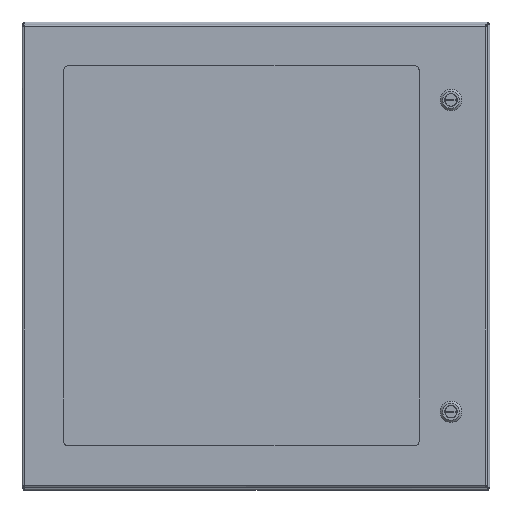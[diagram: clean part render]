
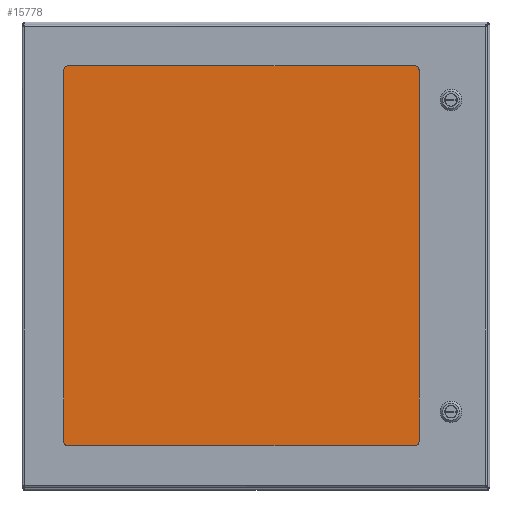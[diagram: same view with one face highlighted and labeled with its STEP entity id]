
A CAD part, top view. The second image highlights one B-rep face of the part: STEP entity #15778.
In plain terms, the highlighted planar face has unit normal (0, 0, 1).
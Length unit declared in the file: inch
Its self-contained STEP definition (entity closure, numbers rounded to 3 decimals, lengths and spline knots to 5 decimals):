
#946=PLANE('',#17024);
#2054=LINE('',#31800,#3206);
#2058=LINE('',#31808,#3210);
#2061=LINE('',#31814,#3213);
#2064=LINE('',#31819,#3216);
#3206=VECTOR('',#20051,20.5);
#3210=VECTOR('',#20057,19.25);
#3213=VECTOR('',#20062,20.5);
#3216=VECTOR('',#20067,19.25);
#4595=FACE_OUTER_BOUND('',#5767,.T.);
#5767=EDGE_LOOP('',(#12688,#12689,#12690,#12691));
#7570=VERTEX_POINT('',#31798);
#7571=VERTEX_POINT('',#31799);
#7574=VERTEX_POINT('',#31807);
#7576=VERTEX_POINT('',#31813);
#9366=EDGE_CURVE('',#7570,#7571,#2054,.T.);
#9370=EDGE_CURVE('',#7571,#7574,#2058,.T.);
#9373=EDGE_CURVE('',#7574,#7576,#2061,.T.);
#9376=EDGE_CURVE('',#7576,#7570,#2064,.T.);
#12688=ORIENTED_EDGE('',*,*,#9366,.F.);
#12689=ORIENTED_EDGE('',*,*,#9376,.F.);
#12690=ORIENTED_EDGE('',*,*,#9373,.F.);
#12691=ORIENTED_EDGE('',*,*,#9370,.F.);
#15778=ADVANCED_FACE('',(#4595),#946,.T.);
#17024=AXIS2_PLACEMENT_3D('',#31822,#20071,#20072);
#20051=DIRECTION('',(0.,1.,0.));
#20057=DIRECTION('',(1.,0.,0.));
#20062=DIRECTION('',(0.,-1.,0.));
#20067=DIRECTION('',(-1.,0.,0.));
#20071=DIRECTION('center_axis',(0.,0.,1.));
#20072=DIRECTION('ref_axis',(1.,0.,0.));
#31798=CARTESIAN_POINT('',(0.,0.,0.25));
#31799=CARTESIAN_POINT('',(0.,20.5,0.25));
#31800=CARTESIAN_POINT('',(0.,20.5,0.25));
#31807=CARTESIAN_POINT('',(19.25,20.5,0.25));
#31808=CARTESIAN_POINT('',(19.25,20.5,0.25));
#31813=CARTESIAN_POINT('',(19.25,0.,0.25));
#31814=CARTESIAN_POINT('',(19.25,0.,0.25));
#31819=CARTESIAN_POINT('',(0.,0.,0.25));
#31822=CARTESIAN_POINT('Origin',(9.625,10.25,0.25));
